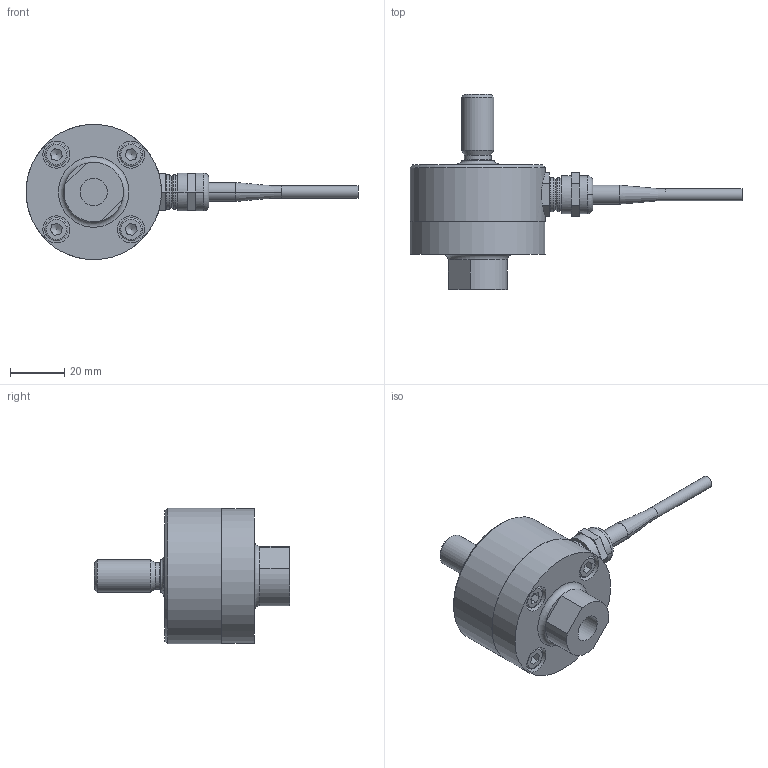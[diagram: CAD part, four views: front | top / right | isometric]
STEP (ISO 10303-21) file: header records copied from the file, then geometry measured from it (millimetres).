
FILE_DESCRIPTION( ( 'Unknown' ), '1' );
FILE_NAME( 'K1427-0_5-10kN.stp', 'Unknown', ( 'Unknown' ), ( 'Unknown' ), 'PSStep 17.0.49', 'Unknown', ' ' );
FILE_SCHEMA( ( 'AUTOMOTIVE_DESIGN { 1 0 10303 214 1 1 1 1 }' ) );
Length unit declared in the file: millimetre
Products named in the file (6): Assem1; 1427-001_doc-00049568; 1427-002-deckel; Zylinderschraube DIN 912-M5x12; m12x1,5_doc-00010622; kabeldurchmesser4,5_doc-00036217
Assembly tree (8 placements, depth 2):
  Assem1
    1427-001_doc-00049568
    1427-002-deckel
    Zylinderschraube DIN 912-M5x12  x4
    m12x1,5_doc-00010622
    kabeldurchmesser4,5_doc-00036217
Bounding box: 122.58 x 72 x 50 mm (x, y, z)
Volume: 72756.1 mm3; surface area: 22029.1 mm2
Topology: 8 solids, 8 shells, 195 faces, 415 edges, 260 vertices
Faces by surface type: plane 93, cylinder 55, cone 37, torus 10
Full cylindrical faces by diameter (mm): 4.019 x4, 4.134 x4, 4.5 x1, 5 x8, 5.5 x4, 8.5 x4, 9.9 x1, 10 x4, 10.106 x1, 12 x1, 17 x1, 50 x2
Entity records: 5521 total; most frequent: CARTESIAN_POINT 1807, ORIENTED_EDGE 478, DIRECTION 440, EDGE_CURVE 239, AXIS2_PLACEMENT_3D 210, EDGE_LOOP 206, VERTEX_POINT 172, FACE_OUTER_BOUND 166
